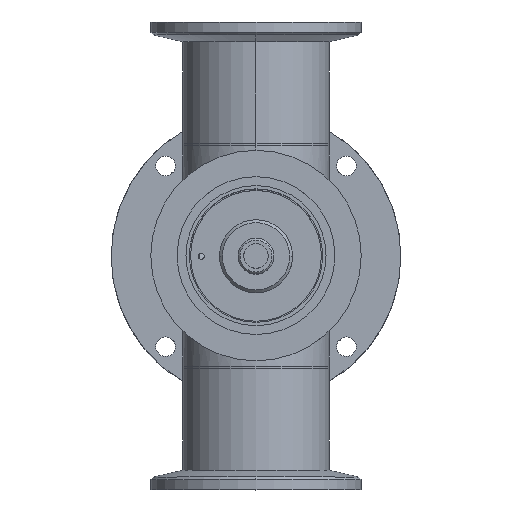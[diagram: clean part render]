
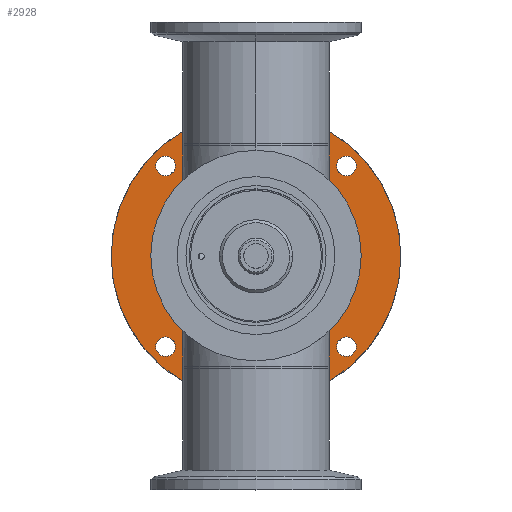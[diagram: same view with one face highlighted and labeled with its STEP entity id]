
A CAD part, top view. The second image highlights one B-rep face of the part: STEP entity #2928.
In plain terms, the highlighted planar face has unit normal (0, 0, 1).
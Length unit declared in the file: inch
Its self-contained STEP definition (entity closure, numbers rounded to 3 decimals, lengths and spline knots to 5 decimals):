
#276 = CARTESIAN_POINT ( 'NONE',  ( 0., 0., -2.3 ) ) ;
#304 = EDGE_LOOP ( 'NONE', ( #4468, #9880 ) ) ;
#345 = AXIS2_PLACEMENT_3D ( 'NONE', #642, #7502, #1648 ) ;
#387 = FACE_BOUND ( 'NONE', #5462, .T. ) ;
#430 = VERTEX_POINT ( 'NONE', #2372 ) ;
#543 = EDGE_CURVE ( 'NONE', #10447, #11164, #896, .T. ) ;
#607 = AXIS2_PLACEMENT_3D ( 'NONE', #276, #10865, #5560 ) ;
#642 = CARTESIAN_POINT ( 'NONE',  ( -0.92808, 0.92808, -2.3 ) ) ;
#726 = FACE_OUTER_BOUND ( 'NONE', #3348, .T. ) ;
#896 = CIRCLE ( 'NONE', #2698, 0.1005 ) ;
#1012 = ORIENTED_EDGE ( 'NONE', *, *, #6697, .F. ) ;
#1105 = EDGE_CURVE ( 'NONE', #8904, #11426, #6375, .T. ) ;
#1128 = EDGE_CURVE ( 'NONE', #9391, #5412, #6694, .T. ) ;
#1370 = CIRCLE ( 'NONE', #4848, 1.4875 ) ;
#1648 = DIRECTION ( 'NONE',  ( -1., 0., 0. ) ) ;
#1828 = DIRECTION ( 'NONE',  ( 0., 0., 1. ) ) ;
#1836 = VERTEX_POINT ( 'NONE', #10298 ) ;
#1937 = CIRCLE ( 'NONE', #607, 1.07243 ) ;
#2199 = AXIS2_PLACEMENT_3D ( 'NONE', #12310, #12351, #12377 ) ;
#2212 = AXIS2_PLACEMENT_3D ( 'NONE', #3537, #10369, #4543 ) ;
#2233 = EDGE_CURVE ( 'NONE', #4870, #8690, #6342, .T. ) ;
#2372 = CARTESIAN_POINT ( 'NONE',  ( -0.82758, -0.92808, -2.3 ) ) ;
#2416 = EDGE_CURVE ( 'NONE', #1836, #430, #4861, .T. ) ;
#2453 = ORIENTED_EDGE ( 'NONE', *, *, #6540, .F. ) ;
#2698 = AXIS2_PLACEMENT_3D ( 'NONE', #10965, #8855, #7618 ) ;
#2743 = AXIS2_PLACEMENT_3D ( 'NONE', #10384, #9747, #8927 ) ;
#2773 = CARTESIAN_POINT ( 'NONE',  ( 0., 0., -2.3 ) ) ;
#2789 = CARTESIAN_POINT ( 'NONE',  ( 0.92808, -0.92808, -2.3 ) ) ;
#2812 = VERTEX_POINT ( 'NONE', #11559 ) ;
#2843 = CIRCLE ( 'NONE', #10866, 0.1005 ) ;
#2928 = ADVANCED_FACE ( 'NONE', ( #726, #8211, #10805, #11403, #387, #10517 ), #5032, .F. ) ;
#3180 = CARTESIAN_POINT ( 'NONE',  ( 0., 0., -2.3 ) ) ;
#3348 = EDGE_LOOP ( 'NONE', ( #11848, #5970 ) ) ;
#3537 = CARTESIAN_POINT ( 'NONE',  ( -0.92808, -0.92808, -2.3 ) ) ;
#3766 = DIRECTION ( 'NONE',  ( 1., 0., 0. ) ) ;
#3771 = CARTESIAN_POINT ( 'NONE',  ( 0.92808, -0.92808, -2.3 ) ) ;
#3791 = DIRECTION ( 'NONE',  ( -1., 0., 0. ) ) ;
#3798 = DIRECTION ( 'NONE',  ( 0., 0., 1. ) ) ;
#3810 = DIRECTION ( 'NONE',  ( -1., 0., 0. ) ) ;
#3825 = DIRECTION ( 'NONE',  ( -1., 0., 0. ) ) ;
#3867 = DIRECTION ( 'NONE',  ( 0., 0., -1. ) ) ;
#3925 = EDGE_CURVE ( 'NONE', #2812, #9028, #1937, .T. ) ;
#4035 = CARTESIAN_POINT ( 'NONE',  ( -0.75832, -0.75832, -2.3 ) ) ;
#4063 = EDGE_LOOP ( 'NONE', ( #5140, #2453 ) ) ;
#4187 = DIRECTION ( 'NONE',  ( 1., 0., 0. ) ) ;
#4188 = AXIS2_PLACEMENT_3D ( 'NONE', #3771, #3798, #3810 ) ;
#4468 = ORIENTED_EDGE ( 'NONE', *, *, #2416, .F. ) ;
#4526 = ORIENTED_EDGE ( 'NONE', *, *, #543, .F. ) ;
#4543 = DIRECTION ( 'NONE',  ( -1., 0., 0. ) ) ;
#4809 = CIRCLE ( 'NONE', #6527, 0.1005 ) ;
#4835 = ORIENTED_EDGE ( 'NONE', *, *, #2233, .F. ) ;
#4848 = AXIS2_PLACEMENT_3D ( 'NONE', #2773, #9615, #3766 ) ;
#4861 = CIRCLE ( 'NONE', #2743, 0.1005 ) ;
#4870 = VERTEX_POINT ( 'NONE', #6374 ) ;
#5032 = PLANE ( 'NONE',  #8138 ) ;
#5047 = EDGE_LOOP ( 'NONE', ( #8921, #6103 ) ) ;
#5102 = CARTESIAN_POINT ( 'NONE',  ( -1.07243, 0., -2.3 ) ) ;
#5140 = ORIENTED_EDGE ( 'NONE', *, *, #3925, .F. ) ;
#5412 = VERTEX_POINT ( 'NONE', #10408 ) ;
#5462 = EDGE_LOOP ( 'NONE', ( #4835, #1012 ) ) ;
#5560 = DIRECTION ( 'NONE',  ( 1., 0., 0. ) ) ;
#5839 = AXIS2_PLACEMENT_3D ( 'NONE', #3180, #10033, #4187 ) ;
#5970 = ORIENTED_EDGE ( 'NONE', *, *, #1105, .F. ) ;
#6103 = ORIENTED_EDGE ( 'NONE', *, *, #8515, .F. ) ;
#6342 = CIRCLE ( 'NONE', #8217, 0.1005 ) ;
#6374 = CARTESIAN_POINT ( 'NONE',  ( -1.02858, 0.92808, -2.3 ) ) ;
#6375 = CIRCLE ( 'NONE', #2199, 1.4875 ) ;
#6436 = DIRECTION ( 'NONE',  ( -1., 0., 0. ) ) ;
#6481 = DIRECTION ( 'NONE',  ( 0., 0., 1. ) ) ;
#6527 = AXIS2_PLACEMENT_3D ( 'NONE', #2789, #9634, #3791 ) ;
#6540 = EDGE_CURVE ( 'NONE', #9028, #2812, #10300, .T. ) ;
#6567 = CARTESIAN_POINT ( 'NONE',  ( -0.92808, 0.92808, -2.3 ) ) ;
#6694 = CIRCLE ( 'NONE', #4188, 0.1005 ) ;
#6697 = EDGE_CURVE ( 'NONE', #8690, #4870, #9696, .T. ) ;
#7380 = EDGE_LOOP ( 'NONE', ( #10419, #4526 ) ) ;
#7502 = DIRECTION ( 'NONE',  ( 0., 0., 1. ) ) ;
#7618 = DIRECTION ( 'NONE',  ( -1., 0., 0. ) ) ;
#7687 = CARTESIAN_POINT ( 'NONE',  ( 0.92808, 0.92808, -2.3 ) ) ;
#8138 = AXIS2_PLACEMENT_3D ( 'NONE', #4035, #3867, #3825 ) ;
#8211 = FACE_BOUND ( 'NONE', #4063, .T. ) ;
#8217 = AXIS2_PLACEMENT_3D ( 'NONE', #6567, #6481, #6436 ) ;
#8515 = EDGE_CURVE ( 'NONE', #5412, #9391, #4809, .T. ) ;
#8653 = CARTESIAN_POINT ( 'NONE',  ( -1.4875, 0., -2.3 ) ) ;
#8690 = VERTEX_POINT ( 'NONE', #11055 ) ;
#8847 = DIRECTION ( 'NONE',  ( -1., 0., 0. ) ) ;
#8855 = DIRECTION ( 'NONE',  ( 0., 0., 1. ) ) ;
#8904 = VERTEX_POINT ( 'NONE', #8653 ) ;
#8921 = ORIENTED_EDGE ( 'NONE', *, *, #1128, .F. ) ;
#8927 = DIRECTION ( 'NONE',  ( -1., 0., 0. ) ) ;
#9028 = VERTEX_POINT ( 'NONE', #5102 ) ;
#9391 = VERTEX_POINT ( 'NONE', #12505 ) ;
#9615 = DIRECTION ( 'NONE',  ( 0., 0., -1. ) ) ;
#9634 = DIRECTION ( 'NONE',  ( 0., 0., 1. ) ) ;
#9696 = CIRCLE ( 'NONE', #345, 0.1005 ) ;
#9747 = DIRECTION ( 'NONE',  ( 0., 0., 1. ) ) ;
#9880 = ORIENTED_EDGE ( 'NONE', *, *, #12132, .F. ) ;
#10033 = DIRECTION ( 'NONE',  ( 0., 0., 1. ) ) ;
#10053 = EDGE_CURVE ( 'NONE', #11426, #8904, #1370, .T. ) ;
#10298 = CARTESIAN_POINT ( 'NONE',  ( -1.02858, -0.92808, -2.3 ) ) ;
#10300 = CIRCLE ( 'NONE', #5839, 1.07243 ) ;
#10369 = DIRECTION ( 'NONE',  ( 0., 0., 1. ) ) ;
#10384 = CARTESIAN_POINT ( 'NONE',  ( -0.92808, -0.92808, -2.3 ) ) ;
#10408 = CARTESIAN_POINT ( 'NONE',  ( 1.02858, -0.92808, -2.3 ) ) ;
#10419 = ORIENTED_EDGE ( 'NONE', *, *, #10723, .F. ) ;
#10447 = VERTEX_POINT ( 'NONE', #12366 ) ;
#10517 = FACE_BOUND ( 'NONE', #7380, .T. ) ;
#10580 = CARTESIAN_POINT ( 'NONE',  ( 0.82758, 0.92808, -2.3 ) ) ;
#10723 = EDGE_CURVE ( 'NONE', #11164, #10447, #2843, .T. ) ;
#10805 = FACE_BOUND ( 'NONE', #5047, .T. ) ;
#10865 = DIRECTION ( 'NONE',  ( 0., 0., 1. ) ) ;
#10866 = AXIS2_PLACEMENT_3D ( 'NONE', #7687, #1828, #8847 ) ;
#10965 = CARTESIAN_POINT ( 'NONE',  ( 0.92808, 0.92808, -2.3 ) ) ;
#11055 = CARTESIAN_POINT ( 'NONE',  ( -0.82758, 0.92808, -2.3 ) ) ;
#11164 = VERTEX_POINT ( 'NONE', #10580 ) ;
#11403 = FACE_BOUND ( 'NONE', #304, .T. ) ;
#11426 = VERTEX_POINT ( 'NONE', #11990 ) ;
#11559 = CARTESIAN_POINT ( 'NONE',  ( 1.07243, 0., -2.3 ) ) ;
#11848 = ORIENTED_EDGE ( 'NONE', *, *, #10053, .F. ) ;
#11990 = CARTESIAN_POINT ( 'NONE',  ( 1.4875, 0., -2.3 ) ) ;
#12084 = CIRCLE ( 'NONE', #2212, 0.1005 ) ;
#12132 = EDGE_CURVE ( 'NONE', #430, #1836, #12084, .T. ) ;
#12310 = CARTESIAN_POINT ( 'NONE',  ( 0., 0., -2.3 ) ) ;
#12351 = DIRECTION ( 'NONE',  ( 0., 0., -1. ) ) ;
#12366 = CARTESIAN_POINT ( 'NONE',  ( 1.02858, 0.92808, -2.3 ) ) ;
#12377 = DIRECTION ( 'NONE',  ( 1., 0., 0. ) ) ;
#12505 = CARTESIAN_POINT ( 'NONE',  ( 0.82758, -0.92808, -2.3 ) ) ;
